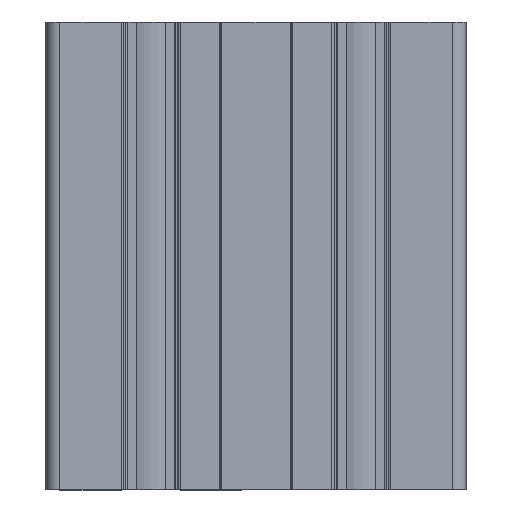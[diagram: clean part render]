
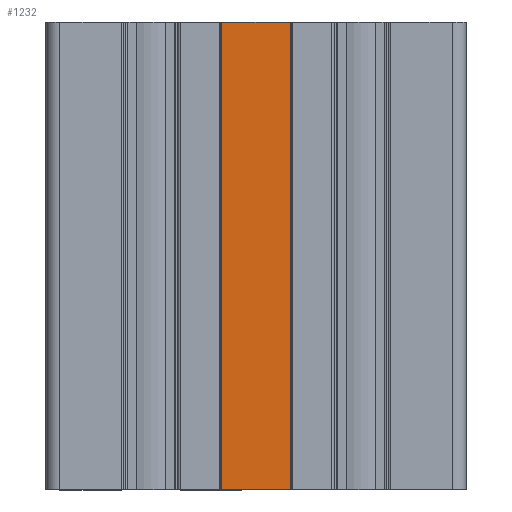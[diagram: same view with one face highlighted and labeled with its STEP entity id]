
A CAD part, top view. The second image highlights one B-rep face of the part: STEP entity #1232.
In plain terms, the highlighted planar face has unit normal (0, 0, 1).
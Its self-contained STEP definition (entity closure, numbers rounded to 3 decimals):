
#1232 = ADVANCED_FACE( '', ( #2724 ), #2725, .T. );
#2724 = FACE_OUTER_BOUND( '', #4473, .T. );
#2725 = PLANE( '', #4474 );
#4473 = EDGE_LOOP( '', ( #8359, #8360, #8361, #8362 ) );
#4474 = AXIS2_PLACEMENT_3D( '', #8363, #8364, #8365 );
#8359 = ORIENTED_EDGE( '', *, *, #12643, .F. );
#8360 = ORIENTED_EDGE( '', *, *, #12589, .F. );
#8361 = ORIENTED_EDGE( '', *, *, #11147, .T. );
#8362 = ORIENTED_EDGE( '', *, *, #12042, .T. );
#8363 = CARTESIAN_POINT( '', ( 7.3, 100., 44. ) );
#8364 = DIRECTION( '', ( 0., 0., 1. ) );
#8365 = DIRECTION( '', ( 1., 0., 0. ) );
#11147 = EDGE_CURVE( '', #13596, #13594, #13597, .T. );
#12042 = EDGE_CURVE( '', #13594, #15132, #15135, .T. );
#12589 = EDGE_CURVE( '', #13596, #15887, #15890, .T. );
#12643 = EDGE_CURVE( '', #15887, #15132, #15960, .T. );
#13594 = VERTEX_POINT( '', #17095 );
#13596 = VERTEX_POINT( '', #17097 );
#13597 = LINE( '', #17098, #17099 );
#15132 = VERTEX_POINT( '', #19077 );
#15135 = LINE( '', #19080, #19081 );
#15887 = VERTEX_POINT( '', #20106 );
#15890 = LINE( '', #20110, #20111 );
#15960 = LINE( '', #20204, #20205 );
#17095 = CARTESIAN_POINT( '', ( -7.3, 100., 44. ) );
#17097 = CARTESIAN_POINT( '', ( 7.3, 100., 44. ) );
#17098 = CARTESIAN_POINT( '', ( 7.3, 100., 44. ) );
#17099 = VECTOR( '', #21523, 1000. );
#19077 = CARTESIAN_POINT( '', ( -7.3, 0., 44. ) );
#19080 = CARTESIAN_POINT( '', ( -7.3, 100., 44. ) );
#19081 = VECTOR( '', #22948, 1000. );
#20106 = CARTESIAN_POINT( '', ( 7.3, 0., 44. ) );
#20110 = CARTESIAN_POINT( '', ( 7.3, 100., 44. ) );
#20111 = VECTOR( '', #23532, 1000. );
#20204 = CARTESIAN_POINT( '', ( 7.3, 0., 44. ) );
#20205 = VECTOR( '', #23589, 1000. );
#21523 = DIRECTION( '', ( -1., 0., 0. ) );
#22948 = DIRECTION( '', ( 0., -1., 0. ) );
#23532 = DIRECTION( '', ( 0., -1., 0. ) );
#23589 = DIRECTION( '', ( -1., 0., 0. ) );
